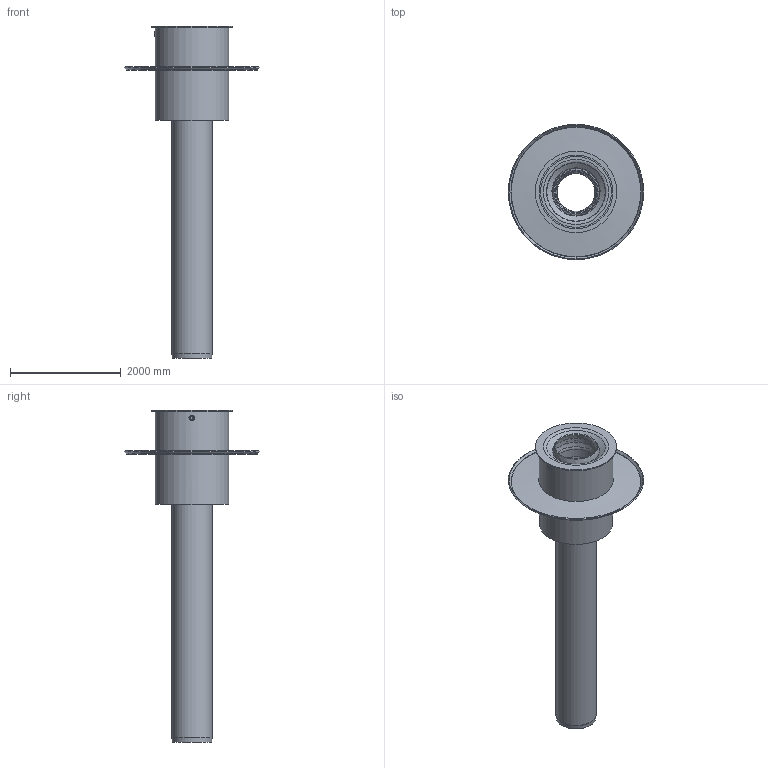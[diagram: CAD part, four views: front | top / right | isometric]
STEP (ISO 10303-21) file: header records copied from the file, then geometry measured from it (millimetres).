
FILE_DESCRIPTION(/* description */ (''),/* implementation_level */ '2;1');
FILE_NAME(/* name */ '19481.070X_3D.stp',/* time_stamp */ '2024-12-12T07:53:58+01:00',/* author */ ('CAD'),/* organization */ (''),/* preprocessor_version */ 'ST-DEVELOPER v20',/* originating_system */ 'AutoCAD Mechanical',/* authorisation */ '');
FILE_SCHEMA (('AUTOMOTIVE_DESIGN { 1 0 10303 214 3 1 1 }'));
Length unit declared in the file: centimetre
Products named in the file (2): Product; *S0
Assembly tree (1 placements, depth 2):
  Product
    *S0
Bounding box: 2450 x 2450 x 6000 mm (x, y, z)
Volume: 1863386642 mm3; surface area: 63474824.8 mm2
Topology: 7 solids, 7 shells, 74 faces, 173 edges, 109 vertices
Faces by surface type: torus 24, cylinder 17, cone 15, plane 13, bspline 5
Full cylindrical faces by diameter (mm): 60 x2, 67 x1, 698 x1, 730 x2, 760 x1, 792 x2, 810 x1, 842 x3, 1280 x2, 1330 x1, 1470 x1
Entity records: 2545 total; most frequent: CARTESIAN_POINT 661, DIRECTION 439, ORIENTED_EDGE 346, AXIS2_PLACEMENT_3D 202, EDGE_CURVE 173, CIRCLE 130, VERTEX_POINT 109, EDGE_LOOP 84
